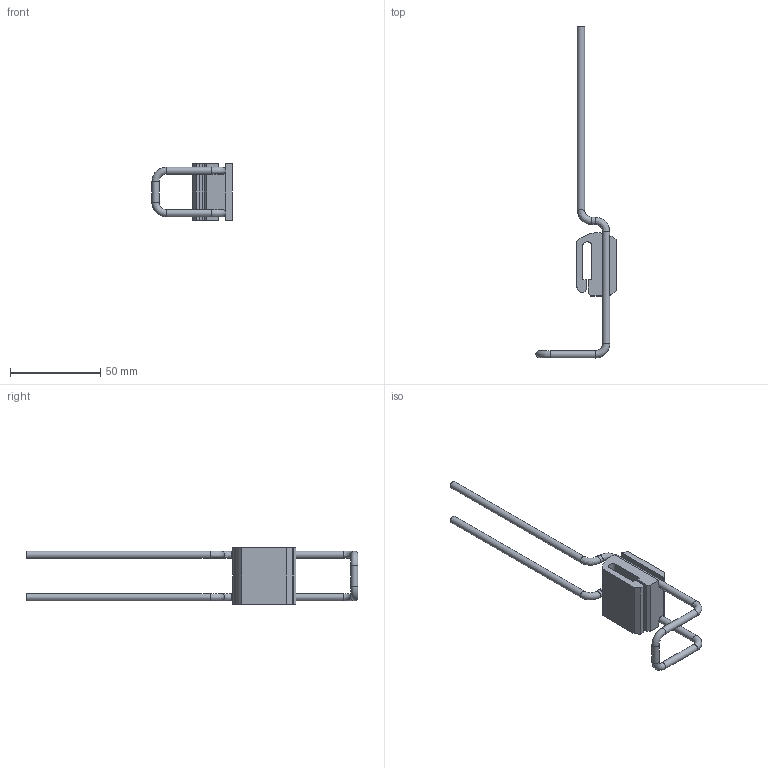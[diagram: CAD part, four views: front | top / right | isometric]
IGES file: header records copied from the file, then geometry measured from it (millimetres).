
Global section: file name: No Iges File Name specified; native system: AutoDesk Inventor R10; preprocessor: AutoDesk Inventor Iges Exporter R10; author: No Author specified; organization: No Organization specified; date: 20060412.121821; units: millimetre
Bounding box: 44.5 x 184 x 31.5 mm (x, y, z)
Volume: 23502.1 mm3; surface area: 12924.4 mm2
Topology: 2 solids, 2 shells, 45 faces, 105 edges, 64 vertices
Faces by surface type: plane 23, bspline 9, cylinder 6, torus 4, revolution 3
Full cylindrical faces by diameter (mm): 4 x5
